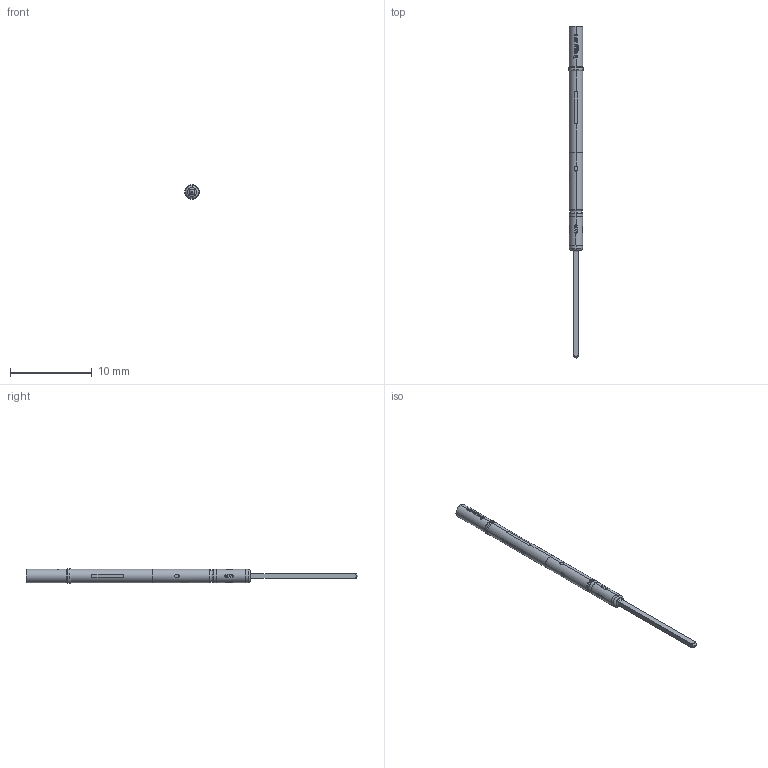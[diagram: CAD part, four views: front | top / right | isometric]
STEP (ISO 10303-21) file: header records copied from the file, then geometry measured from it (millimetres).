
FILE_DESCRIPTION (( 'STEP AP203' ), '1' );
FILE_NAME ('INGUN_KS-100_47-13.STEP', '2022-02-09T05:14:40', ( 'ochi' ), ( '' ), 'SwSTEP 2.0', 'SolidWorks 2018', '' );
FILE_SCHEMA (( 'CONFIG_CONTROL_DESIGN' ));
Length unit declared in the file: millimetre
Products named in the file (1): INGUN_KS-100_47-13
Bounding box: 1.8 x 40.7 x 1.8 mm (x, y, z)
Volume: 63.7 mm3; surface area: 178.9 mm2
Topology: 1 solids, 1 shells, 174 faces, 454 edges, 284 vertices
Faces by surface type: plane 65, cylinder 51, bspline 46, torus 10, cone 2
Entity records: 11049 total; most frequent: CARTESIAN_POINT 7151, ORIENTED_EDGE 892, DIRECTION 656, EDGE_CURVE 446, VERTEX_POINT 284, AXIS2_PLACEMENT_3D 259, EDGE_LOOP 184, FACE_OUTER_BOUND 174
